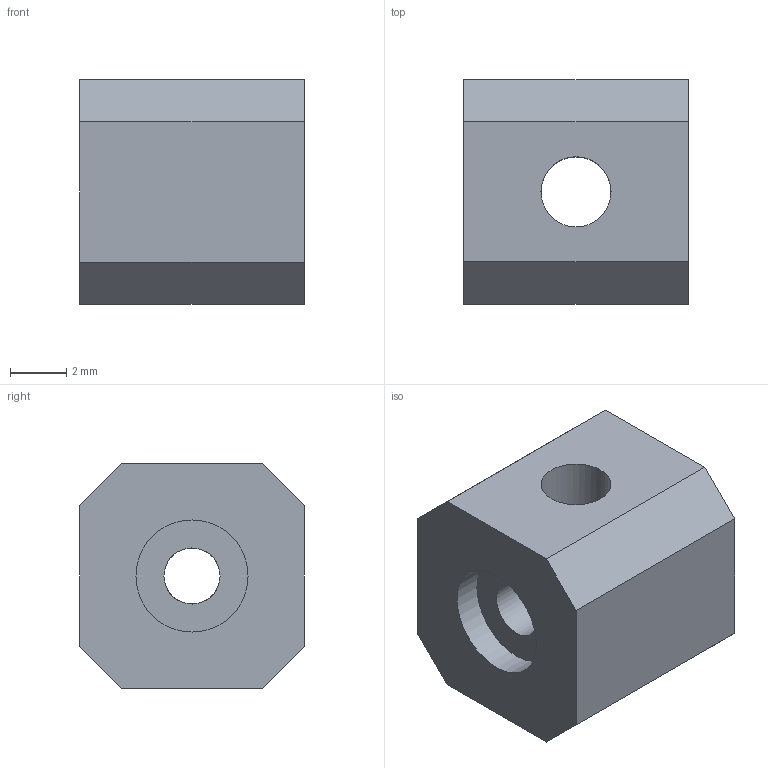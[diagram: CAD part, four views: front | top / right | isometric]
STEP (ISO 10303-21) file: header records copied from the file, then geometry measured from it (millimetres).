
FILE_DESCRIPTION(/* description */ (''),/* implementation_level */ '2;1');
FILE_NAME(/* name */ 'Aluminium_Block_Motor.stp',/* time_stamp */ '2020-02-18T18:49:21-05:00',/* author */ ('rhoch'),/* organization */ (''),/* preprocessor_version */ 'ST-DEVELOPER v17',/* originating_system */ 'Autodesk Inventor 2018',/* authorisation */ '');
FILE_SCHEMA (('AUTOMOTIVE_DESIGN { 1 0 10303 214 3 1 1 }'));
Length unit declared in the file: millimetre
Products named in the file (1): Aluminium_Block_Motor
Bounding box: 8 x 8 x 8 mm (x, y, z)
Volume: 409.3 mm3; surface area: 430.4 mm2
Topology: 1 solids, 1 shells, 15 faces, 42 edges, 29 vertices
Faces by surface type: plane 11, cylinder 4
Full cylindrical faces by diameter (mm): 2 x2, 2.5 x1, 4 x1
Entity records: 623 total; most frequent: CARTESIAN_POINT 171, ORIENTED_EDGE 84, DIRECTION 79, EDGE_CURVE 42, LINE 29, VECTOR 29, VERTEX_POINT 29, AXIS2_PLACEMENT_3D 25
